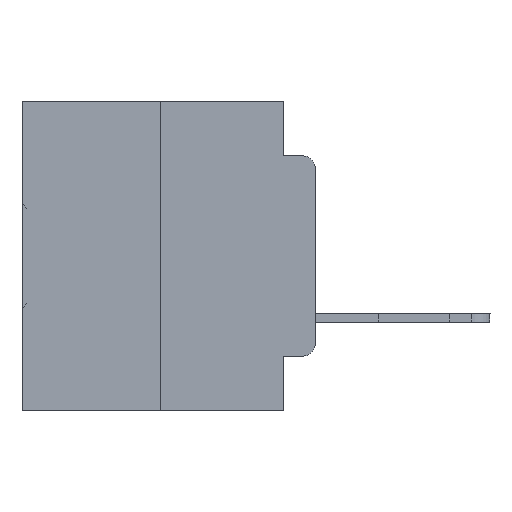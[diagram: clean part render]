
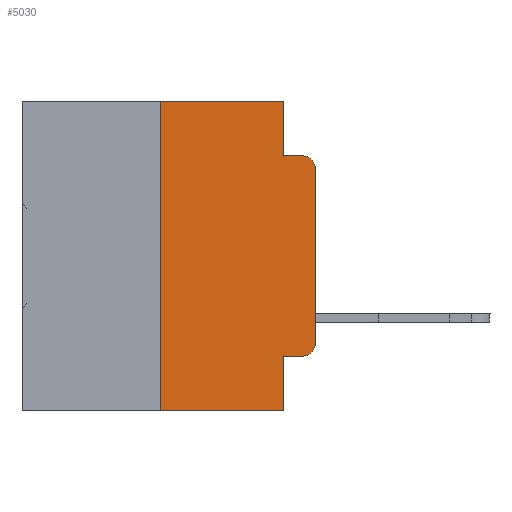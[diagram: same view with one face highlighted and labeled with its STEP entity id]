
A CAD part, left-side view. The second image highlights one B-rep face of the part: STEP entity #5030.
In plain terms, the highlighted planar face has unit normal (-1, 0, 0).
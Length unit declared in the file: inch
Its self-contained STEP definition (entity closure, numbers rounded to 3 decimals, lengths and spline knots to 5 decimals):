
#52 = VERTEX_POINT ( 'NONE', #12828 ) ;
#145 = LINE ( 'NONE', #14340, #31697 ) ;
#394 = LINE ( 'NONE', #12419, #30393 ) ;
#442 = VERTEX_POINT ( 'NONE', #12620 ) ;
#657 = AXIS2_PLACEMENT_3D ( 'NONE', #1190, #1424, #19348 ) ;
#1014 = CARTESIAN_POINT ( 'NONE',  ( 0., 0.051, 0. ) ) ;
#1190 = CARTESIAN_POINT ( 'NONE',  ( 0., 0.02, -0.1085 ) ) ;
#1245 = EDGE_CURVE ( 'NONE', #5423, #52, #394, .T. ) ;
#1424 = DIRECTION ( 'NONE',  ( -1., 0., 0. ) ) ;
#2736 = VERTEX_POINT ( 'NONE', #23475 ) ;
#3011 = LINE ( 'NONE', #25311, #7854 ) ;
#3084 = ORIENTED_EDGE ( 'NONE', *, *, #1245, .F. ) ;
#3422 = DIRECTION ( 'NONE',  ( 0., 0., -1. ) ) ;
#3560 = ORIENTED_EDGE ( 'NONE', *, *, #32885, .T. ) ;
#4207 = ORIENTED_EDGE ( 'NONE', *, *, #8342, .F. ) ;
#4577 = CARTESIAN_POINT ( 'NONE',  ( 0., 0.051, -0.4115 ) ) ;
#4615 = EDGE_CURVE ( 'NONE', #15202, #5423, #6199, .T. ) ;
#4799 = DIRECTION ( 'NONE',  ( 0., -1., 0. ) ) ;
#5030 = ADVANCED_FACE ( 'NONE', ( #10990 ), #6365, .F. ) ;
#5423 = VERTEX_POINT ( 'NONE', #31469 ) ;
#6199 = LINE ( 'NONE', #6746, #29738 ) ;
#6365 = PLANE ( 'NONE',  #15569 ) ;
#6408 = ORIENTED_EDGE ( 'NONE', *, *, #4615, .F. ) ;
#6729 = LINE ( 'NONE', #23453, #8294 ) ;
#6732 = EDGE_CURVE ( 'NONE', #31275, #442, #29657, .T. ) ;
#6746 = CARTESIAN_POINT ( 'NONE',  ( 0., 0.051, 0. ) ) ;
#7179 = VECTOR ( 'NONE', #14958, 39.37008 ) ;
#7854 = VECTOR ( 'NONE', #4799, 39.37008 ) ;
#8121 = CARTESIAN_POINT ( 'NONE',  ( 0., 0.051, -0.5 ) ) ;
#8294 = VECTOR ( 'NONE', #28454, 39.37008 ) ;
#8342 = EDGE_CURVE ( 'NONE', #31275, #22907, #10050, .T. ) ;
#8634 = CARTESIAN_POINT ( 'NONE',  ( 0., 0., -0.3915 ) ) ;
#9995 = VERTEX_POINT ( 'NONE', #20647 ) ;
#10050 = LINE ( 'NONE', #18094, #12026 ) ;
#10345 = EDGE_CURVE ( 'NONE', #9995, #15202, #3011, .T. ) ;
#10722 = EDGE_CURVE ( 'NONE', #442, #16791, #24189, .T. ) ;
#10990 = FACE_OUTER_BOUND ( 'NONE', #26905, .T. ) ;
#11030 = CARTESIAN_POINT ( 'NONE',  ( 0., 0.051, -0.4115 ) ) ;
#12026 = VECTOR ( 'NONE', #21063, 39.37008 ) ;
#12419 = CARTESIAN_POINT ( 'NONE',  ( 0., 0.051, -0.0885 ) ) ;
#12620 = CARTESIAN_POINT ( 'NONE',  ( 0., 0.02, -0.4115 ) ) ;
#12828 = CARTESIAN_POINT ( 'NONE',  ( 0., 0.02, -0.0885 ) ) ;
#13602 = DIRECTION ( 'NONE',  ( 0., 0., -1. ) ) ;
#14340 = CARTESIAN_POINT ( 'NONE',  ( 0., 0.25, 0. ) ) ;
#14664 = EDGE_CURVE ( 'NONE', #15988, #52, #24713, .T. ) ;
#14958 = DIRECTION ( 'NONE',  ( 0., -1., 0. ) ) ;
#15083 = DIRECTION ( 'NONE',  ( 0., -1., 0. ) ) ;
#15202 = VERTEX_POINT ( 'NONE', #1014 ) ;
#15549 = ORIENTED_EDGE ( 'NONE', *, *, #20816, .F. ) ;
#15569 = AXIS2_PLACEMENT_3D ( 'NONE', #26648, #31648, #3422 ) ;
#15884 = ORIENTED_EDGE ( 'NONE', *, *, #32213, .T. ) ;
#15988 = VERTEX_POINT ( 'NONE', #22118 ) ;
#16137 = VECTOR ( 'NONE', #15083, 39.37008 ) ;
#16791 = VERTEX_POINT ( 'NONE', #8634 ) ;
#17552 = ORIENTED_EDGE ( 'NONE', *, *, #10722, .T. ) ;
#18094 = CARTESIAN_POINT ( 'NONE',  ( 0., 0.051, 0. ) ) ;
#18473 = DIRECTION ( 'NONE',  ( -1., 0., 0. ) ) ;
#19348 = DIRECTION ( 'NONE',  ( 0., 0., -1. ) ) ;
#20347 = ORIENTED_EDGE ( 'NONE', *, *, #14664, .T. ) ;
#20647 = CARTESIAN_POINT ( 'NONE',  ( 0., 0.25, 0. ) ) ;
#20816 = EDGE_CURVE ( 'NONE', #2736, #9995, #145, .T. ) ;
#21063 = DIRECTION ( 'NONE',  ( 0., 0., -1. ) ) ;
#22118 = CARTESIAN_POINT ( 'NONE',  ( 0., 0., -0.1085 ) ) ;
#22907 = VERTEX_POINT ( 'NONE', #8121 ) ;
#23453 = CARTESIAN_POINT ( 'NONE',  ( 0., 0., 0. ) ) ;
#23475 = CARTESIAN_POINT ( 'NONE',  ( 0., 0.25, -0.5 ) ) ;
#24189 = CIRCLE ( 'NONE', #32471, 0.02 ) ;
#24713 = CIRCLE ( 'NONE', #657, 0.02 ) ;
#25311 = CARTESIAN_POINT ( 'NONE',  ( 0., 0.473, 0. ) ) ;
#25697 = ORIENTED_EDGE ( 'NONE', *, *, #6732, .T. ) ;
#26162 = CARTESIAN_POINT ( 'NONE',  ( 0., 0.02, -0.3915 ) ) ;
#26648 = CARTESIAN_POINT ( 'NONE',  ( 0., 0.473, 0. ) ) ;
#26905 = EDGE_LOOP ( 'NONE', ( #3560, #20347, #3084, #6408, #27316, #15549, #15884, #4207, #25697, #17552 ) ) ;
#27302 = CARTESIAN_POINT ( 'NONE',  ( 0., 0.473, -0.5 ) ) ;
#27316 = ORIENTED_EDGE ( 'NONE', *, *, #10345, .F. ) ;
#28454 = DIRECTION ( 'NONE',  ( 0., 0., 1. ) ) ;
#29476 = LINE ( 'NONE', #27302, #7179 ) ;
#29544 = DIRECTION ( 'NONE',  ( 0., 0., 1. ) ) ;
#29657 = LINE ( 'NONE', #4577, #16137 ) ;
#29738 = VECTOR ( 'NONE', #32349, 39.37008 ) ;
#30393 = VECTOR ( 'NONE', #32072, 39.37008 ) ;
#31275 = VERTEX_POINT ( 'NONE', #11030 ) ;
#31469 = CARTESIAN_POINT ( 'NONE',  ( 0., 0.051, -0.0885 ) ) ;
#31648 = DIRECTION ( 'NONE',  ( 1., 0., 0. ) ) ;
#31697 = VECTOR ( 'NONE', #29544, 39.37008 ) ;
#32072 = DIRECTION ( 'NONE',  ( 0., -1., 0. ) ) ;
#32213 = EDGE_CURVE ( 'NONE', #2736, #22907, #29476, .T. ) ;
#32349 = DIRECTION ( 'NONE',  ( 0., 0., -1. ) ) ;
#32471 = AXIS2_PLACEMENT_3D ( 'NONE', #26162, #18473, #13602 ) ;
#32885 = EDGE_CURVE ( 'NONE', #16791, #15988, #6729, .T. ) ;
